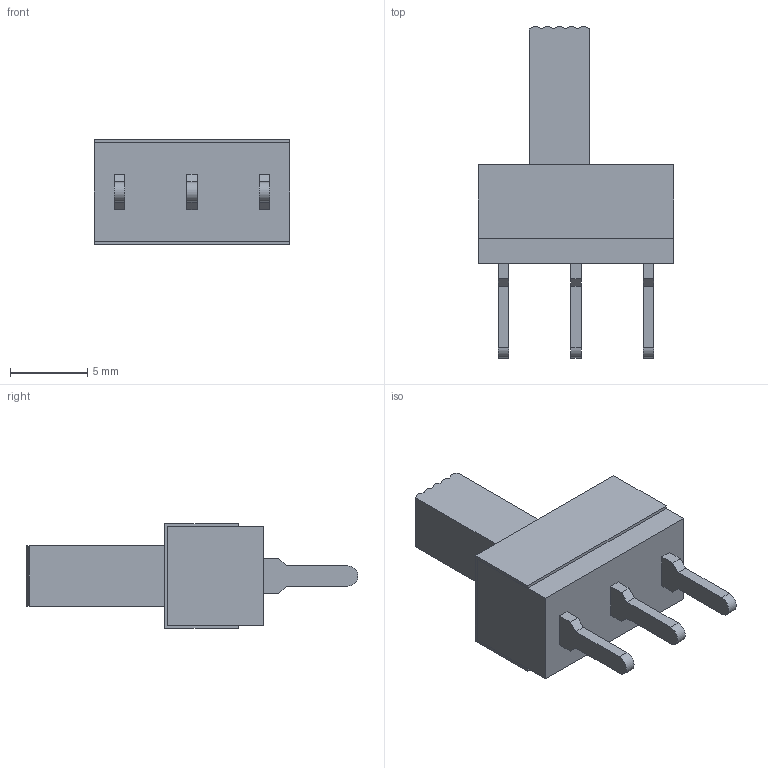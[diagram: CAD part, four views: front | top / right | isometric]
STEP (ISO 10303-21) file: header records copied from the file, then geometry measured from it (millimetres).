
FILE_DESCRIPTION (( 'STEP AP214' ), '1' );
FILE_NAME ('SPDT.STEP', '2023-11-03T17:37:19', ( '' ), ( '' ), 'SwSTEP 2.0', 'SolidWorks 2022', '' );
FILE_SCHEMA (( 'AUTOMOTIVE_DESIGN' ));
Length unit declared in the file: millimetre
Products named in the file (1): SPDT
Bounding box: 12.7 x 21.54 x 6.8 mm (x, y, z)
Volume: 689.7 mm3; surface area: 1052.3 mm2
Topology: 3 solids, 3 shells, 67 faces, 171 edges, 114 vertices
Faces by surface type: plane 64, cylinder 3
Entity records: 2784 total; most frequent: CARTESIAN_POINT 353, ORIENTED_EDGE 342, DIRECTION 313, EDGE_CURVE 171, LINE 165, VECTOR 165, VERTEX_POINT 114, AXIS2_PLACEMENT_3D 74
